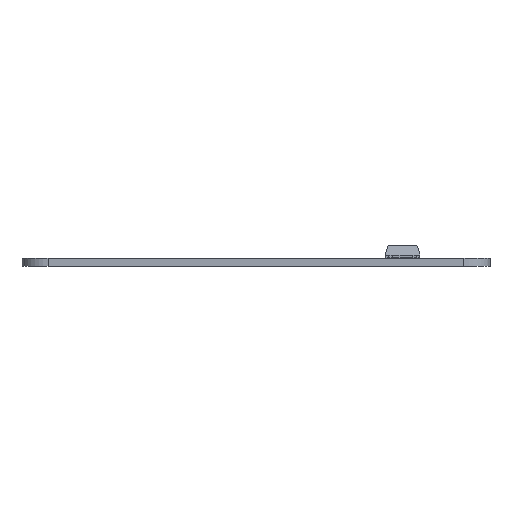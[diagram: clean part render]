
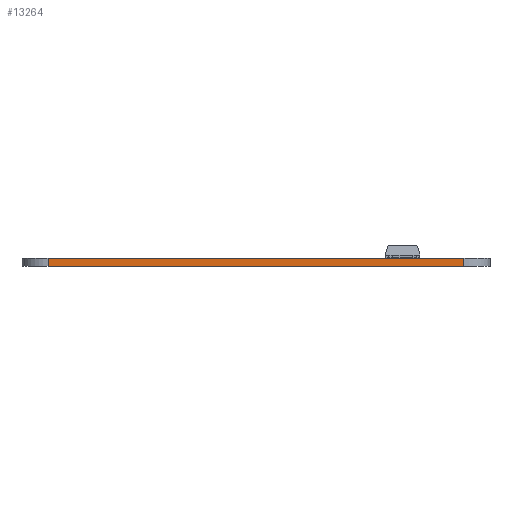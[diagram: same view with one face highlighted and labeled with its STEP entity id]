
A CAD part, left-side view. The second image highlights one B-rep face of the part: STEP entity #13264.
In plain terms, the highlighted planar face has unit normal (-1, 0, 0).
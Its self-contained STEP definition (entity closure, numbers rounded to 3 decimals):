
#5225 = CYLINDRICAL_SURFACE('',#5226,5.);
#5226 = AXIS2_PLACEMENT_3D('',#5227,#5228,#5229);
#5227 = CARTESIAN_POINT('',(-65.,-40.,0.));
#5228 = DIRECTION('',(-0.,-0.,-1.));
#5229 = DIRECTION('',(1.,0.,-0.));
#5253 = PLANE('',#5254);
#5254 = AXIS2_PLACEMENT_3D('',#5255,#5256,#5257);
#5255 = CARTESIAN_POINT('',(0.,0.,1.6));
#5256 = DIRECTION('',(0.,0.,1.));
#5257 = DIRECTION('',(1.,0.,-0.));
#5307 = PLANE('',#5308);
#5308 = AXIS2_PLACEMENT_3D('',#5309,#5310,#5311);
#5309 = CARTESIAN_POINT('',(0.,0.,0.));
#5310 = DIRECTION('',(0.,0.,1.));
#5311 = DIRECTION('',(1.,0.,-0.));
#5322 = EDGE_CURVE('',#5323,#5325,#5327,.T.);
#5323 = VERTEX_POINT('',#5324);
#5324 = CARTESIAN_POINT('',(-70.,-40.,0.));
#5325 = VERTEX_POINT('',#5326);
#5326 = CARTESIAN_POINT('',(-70.,-40.,1.6));
#5327 = SURFACE_CURVE('',#5328,(#5332,#5339),.PCURVE_S1.);
#5328 = LINE('',#5329,#5330);
#5329 = CARTESIAN_POINT('',(-70.,-40.,0.));
#5330 = VECTOR('',#5331,1.);
#5331 = DIRECTION('',(0.,0.,1.));
#5332 = PCURVE('',#5225,#5333);
#5333 = DEFINITIONAL_REPRESENTATION('',(#5334),#5338);
#5334 = LINE('',#5335,#5336);
#5335 = CARTESIAN_POINT('',(-3.142,0.));
#5336 = VECTOR('',#5337,1.);
#5337 = DIRECTION('',(-0.,-1.));
#5338 = ( GEOMETRIC_REPRESENTATION_CONTEXT(2) 
PARAMETRIC_REPRESENTATION_CONTEXT() REPRESENTATION_CONTEXT('2D SPACE',''
  ) );
#5339 = PCURVE('',#5340,#5345);
#5340 = PLANE('',#5341);
#5341 = AXIS2_PLACEMENT_3D('',#5342,#5343,#5344);
#5342 = CARTESIAN_POINT('',(-70.,40.,0.));
#5343 = DIRECTION('',(1.,0.,-0.));
#5344 = DIRECTION('',(0.,-1.,0.));
#5345 = DEFINITIONAL_REPRESENTATION('',(#5346),#5350);
#5346 = LINE('',#5347,#5348);
#5347 = CARTESIAN_POINT('',(80.,0.));
#5348 = VECTOR('',#5349,1.);
#5349 = DIRECTION('',(0.,-1.));
#5350 = ( GEOMETRIC_REPRESENTATION_CONTEXT(2) 
PARAMETRIC_REPRESENTATION_CONTEXT() REPRESENTATION_CONTEXT('2D SPACE',''
  ) );
#5561 = VERTEX_POINT('',#5562);
#5562 = CARTESIAN_POINT('',(-70.,40.,0.));
#5577 = CYLINDRICAL_SURFACE('',#5578,5.);
#5578 = AXIS2_PLACEMENT_3D('',#5579,#5580,#5581);
#5579 = CARTESIAN_POINT('',(-65.,40.,0.));
#5580 = DIRECTION('',(-0.,-0.,-1.));
#5581 = DIRECTION('',(1.,0.,-0.));
#5589 = EDGE_CURVE('',#5561,#5323,#5590,.T.);
#5590 = SURFACE_CURVE('',#5591,(#5595,#5602),.PCURVE_S1.);
#5591 = LINE('',#5592,#5593);
#5592 = CARTESIAN_POINT('',(-70.,40.,0.));
#5593 = VECTOR('',#5594,1.);
#5594 = DIRECTION('',(0.,-1.,0.));
#5595 = PCURVE('',#5307,#5596);
#5596 = DEFINITIONAL_REPRESENTATION('',(#5597),#5601);
#5597 = LINE('',#5598,#5599);
#5598 = CARTESIAN_POINT('',(-70.,40.));
#5599 = VECTOR('',#5600,1.);
#5600 = DIRECTION('',(0.,-1.));
#5601 = ( GEOMETRIC_REPRESENTATION_CONTEXT(2) 
PARAMETRIC_REPRESENTATION_CONTEXT() REPRESENTATION_CONTEXT('2D SPACE',''
  ) );
#5602 = PCURVE('',#5340,#5603);
#5603 = DEFINITIONAL_REPRESENTATION('',(#5604),#5608);
#5604 = LINE('',#5605,#5606);
#5605 = CARTESIAN_POINT('',(0.,0.));
#5606 = VECTOR('',#5607,1.);
#5607 = DIRECTION('',(1.,0.));
#5608 = ( GEOMETRIC_REPRESENTATION_CONTEXT(2) 
PARAMETRIC_REPRESENTATION_CONTEXT() REPRESENTATION_CONTEXT('2D SPACE',''
  ) );
#9786 = VERTEX_POINT('',#9787);
#9787 = CARTESIAN_POINT('',(-70.,40.,1.6));
#9809 = EDGE_CURVE('',#9786,#5325,#9810,.T.);
#9810 = SURFACE_CURVE('',#9811,(#9815,#9822),.PCURVE_S1.);
#9811 = LINE('',#9812,#9813);
#9812 = CARTESIAN_POINT('',(-70.,40.,1.6));
#9813 = VECTOR('',#9814,1.);
#9814 = DIRECTION('',(0.,-1.,0.));
#9815 = PCURVE('',#5253,#9816);
#9816 = DEFINITIONAL_REPRESENTATION('',(#9817),#9821);
#9817 = LINE('',#9818,#9819);
#9818 = CARTESIAN_POINT('',(-70.,40.));
#9819 = VECTOR('',#9820,1.);
#9820 = DIRECTION('',(0.,-1.));
#9821 = ( GEOMETRIC_REPRESENTATION_CONTEXT(2) 
PARAMETRIC_REPRESENTATION_CONTEXT() REPRESENTATION_CONTEXT('2D SPACE',''
  ) );
#9822 = PCURVE('',#5340,#9823);
#9823 = DEFINITIONAL_REPRESENTATION('',(#9824),#9828);
#9824 = LINE('',#9825,#9826);
#9825 = CARTESIAN_POINT('',(0.,-1.6));
#9826 = VECTOR('',#9827,1.);
#9827 = DIRECTION('',(1.,0.));
#9828 = ( GEOMETRIC_REPRESENTATION_CONTEXT(2) 
PARAMETRIC_REPRESENTATION_CONTEXT() REPRESENTATION_CONTEXT('2D SPACE',''
  ) );
#13264 = ADVANCED_FACE('',(#13265),#5340,.F.);
#13265 = FACE_BOUND('',#13266,.F.);
#13266 = EDGE_LOOP('',(#13267,#13288,#13289,#13290));
#13267 = ORIENTED_EDGE('',*,*,#13268,.T.);
#13268 = EDGE_CURVE('',#5561,#9786,#13269,.T.);
#13269 = SURFACE_CURVE('',#13270,(#13274,#13281),.PCURVE_S1.);
#13270 = LINE('',#13271,#13272);
#13271 = CARTESIAN_POINT('',(-70.,40.,0.));
#13272 = VECTOR('',#13273,1.);
#13273 = DIRECTION('',(0.,0.,1.));
#13274 = PCURVE('',#5340,#13275);
#13275 = DEFINITIONAL_REPRESENTATION('',(#13276),#13280);
#13276 = LINE('',#13277,#13278);
#13277 = CARTESIAN_POINT('',(0.,0.));
#13278 = VECTOR('',#13279,1.);
#13279 = DIRECTION('',(0.,-1.));
#13280 = ( GEOMETRIC_REPRESENTATION_CONTEXT(2) 
PARAMETRIC_REPRESENTATION_CONTEXT() REPRESENTATION_CONTEXT('2D SPACE',''
  ) );
#13281 = PCURVE('',#5577,#13282);
#13282 = DEFINITIONAL_REPRESENTATION('',(#13283),#13287);
#13283 = LINE('',#13284,#13285);
#13284 = CARTESIAN_POINT('',(-3.142,0.));
#13285 = VECTOR('',#13286,1.);
#13286 = DIRECTION('',(-0.,-1.));
#13287 = ( GEOMETRIC_REPRESENTATION_CONTEXT(2) 
PARAMETRIC_REPRESENTATION_CONTEXT() REPRESENTATION_CONTEXT('2D SPACE',''
  ) );
#13288 = ORIENTED_EDGE('',*,*,#9809,.T.);
#13289 = ORIENTED_EDGE('',*,*,#5322,.F.);
#13290 = ORIENTED_EDGE('',*,*,#5589,.F.);
